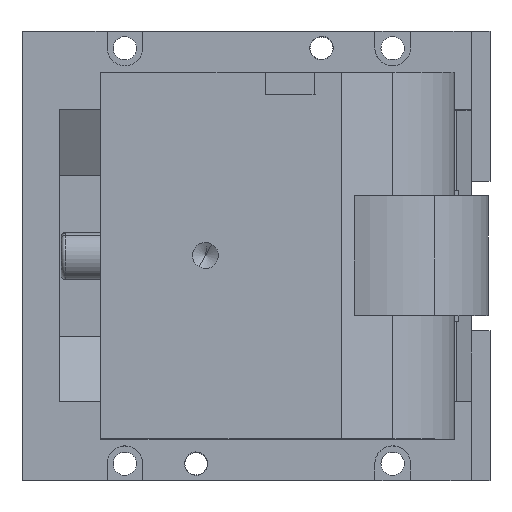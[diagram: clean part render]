
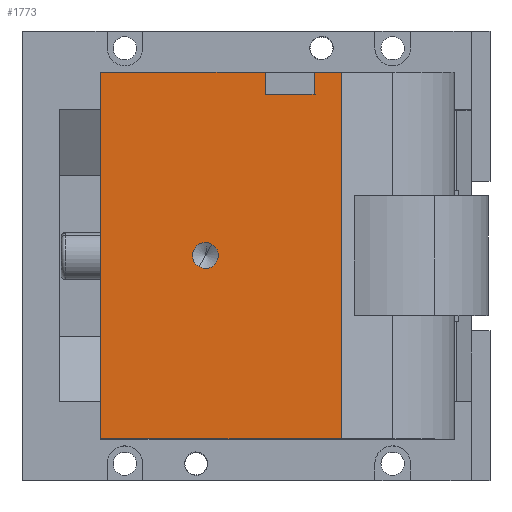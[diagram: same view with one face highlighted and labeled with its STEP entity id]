
A CAD part, top view. The second image highlights one B-rep face of the part: STEP entity #1773.
In plain terms, the highlighted planar face has unit normal (0, 0, 1).
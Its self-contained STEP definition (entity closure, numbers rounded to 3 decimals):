
#717=CARTESIAN_POINT('Vertex',(158.528,17.,205.)) ;
#720=CARTESIAN_POINT('Line Origine',(94.236,17.,205.)) ;
#724=CARTESIAN_POINT('Vertex',(29.944,17.,205.)) ;
#1039=CARTESIAN_POINT('Vertex',(29.944,213.,205.)) ;
#1042=CARTESIAN_POINT('Line Origine',(29.944,115.,205.)) ;
#1361=CARTESIAN_POINT('Control Point',(82.628,108.929,205.)) ;
#1362=CARTESIAN_POINT('Control Point',(83.581,108.408,205.)) ;
#1363=CARTESIAN_POINT('Control Point',(84.637,108.075,205.)) ;
#1364=CARTESIAN_POINT('Control Point',(85.746,107.955,205.)) ;
#1365=CARTESIAN_POINT('Control Point',(87.952,108.158,205.)) ;
#1366=CARTESIAN_POINT('Control Point',(89.917,109.179,205.)) ;
#1367=CARTESIAN_POINT('Control Point',(90.786,109.879,205.)) ;
#1368=CARTESIAN_POINT('Control Point',(92.202,111.581,205.)) ;
#1369=CARTESIAN_POINT('Control Point',(92.869,113.693,205.)) ;
#1370=CARTESIAN_POINT('Control Point',(92.989,114.802,205.)) ;
#1371=CARTESIAN_POINT('Control Point',(92.787,117.008,205.)) ;
#1372=CARTESIAN_POINT('Control Point',(91.765,118.973,205.)) ;
#1373=CARTESIAN_POINT('Control Point',(91.065,119.842,205.)) ;
#1374=CARTESIAN_POINT('Control Point',(90.214,120.55,205.)) ;
#1375=CARTESIAN_POINT('Control Point',(89.261,121.071,205.)) ;
#1376=CARTESIAN_POINT('Vertex',(82.628,108.929,205.)) ;
#1378=CARTESIAN_POINT('Vertex',(89.261,121.071,205.)) ;
#1573=CARTESIAN_POINT('Axis2P3D Location',(85.944,115.,205.)) ;
#1635=CARTESIAN_POINT('Vertex',(158.528,213.,205.)) ;
#1638=CARTESIAN_POINT('Line Origine',(73.89,213.,205.)) ;
#1642=CARTESIAN_POINT('Vertex',(117.836,213.,205.)) ;
#1654=CARTESIAN_POINT('Vertex',(143.944,213.,205.)) ;
#1657=CARTESIAN_POINT('Line Origine',(151.236,213.,205.)) ;
#1684=CARTESIAN_POINT('Line Origine',(117.836,207.,205.)) ;
#1688=CARTESIAN_POINT('Vertex',(117.836,201.,205.)) ;
#1708=CARTESIAN_POINT('Line Origine',(130.89,201.,205.)) ;
#1712=CARTESIAN_POINT('Vertex',(143.944,201.,205.)) ;
#1737=CARTESIAN_POINT('Line Origine',(143.944,207.,205.)) ;
#1749=CARTESIAN_POINT('Axis2P3D Location',(59.444,213.,205.)) ;
#1754=CARTESIAN_POINT('Line Origine',(158.528,115.,205.)) ;
#721=DIRECTION('Vector Direction',(-1.,0.,0.)) ;
#1043=DIRECTION('Vector Direction',(0.,-1.,0.)) ;
#1574=DIRECTION('Axis2P3D Direction',(-0.,0.,-1.)) ;
#1639=DIRECTION('Vector Direction',(-1.,0.,0.)) ;
#1658=DIRECTION('Vector Direction',(1.,0.,0.)) ;
#1685=DIRECTION('Vector Direction',(0.,-1.,0.)) ;
#1709=DIRECTION('Vector Direction',(-1.,0.,0.)) ;
#1738=DIRECTION('Vector Direction',(0.,-1.,0.)) ;
#1750=DIRECTION('Axis2P3D Direction',(-0.,0.,1.)) ;
#1751=DIRECTION('Axis2P3D XDirection',(0.,-1.,0.)) ;
#1755=DIRECTION('Vector Direction',(0.,1.,0.)) ;
#1575=AXIS2_PLACEMENT_3D('Circle Axis2P3D',#1573,#1574,$) ;
#1752=AXIS2_PLACEMENT_3D('Plane Axis2P3D',#1749,#1750,#1751) ;
#1760=ORIENTED_EDGE('',*,*,#1661,.F.) ;
#1761=ORIENTED_EDGE('',*,*,#1741,.T.) ;
#1762=ORIENTED_EDGE('',*,*,#1714,.F.) ;
#1763=ORIENTED_EDGE('',*,*,#1690,.F.) ;
#1764=ORIENTED_EDGE('',*,*,#1644,.T.) ;
#1765=ORIENTED_EDGE('',*,*,#1046,.T.) ;
#1766=ORIENTED_EDGE('',*,*,#726,.F.) ;
#1767=ORIENTED_EDGE('',*,*,#1758,.T.) ;
#1770=ORIENTED_EDGE('',*,*,#1577,.F.) ;
#1771=ORIENTED_EDGE('',*,*,#1380,.F.) ;
#1772=FACE_BOUND('',#1769,.T.) ;
#722=VECTOR('Line Direction',#721,1.) ;
#1044=VECTOR('Line Direction',#1043,1.) ;
#1640=VECTOR('Line Direction',#1639,1.) ;
#1659=VECTOR('Line Direction',#1658,1.) ;
#1686=VECTOR('Line Direction',#1685,1.) ;
#1710=VECTOR('Line Direction',#1709,1.) ;
#1739=VECTOR('Line Direction',#1738,1.) ;
#1756=VECTOR('Line Direction',#1755,1.) ;
#1773=ADVANCED_FACE('Brep With Voids',(#1768,#1772),#1753,.T.) ;
#1360=B_SPLINE_CURVE_WITH_KNOTS('',5,(#1361,#1362,#1363,#1364,#1365,#1366,#1367,#1368,#1369,#1370,#1371,#1372,#1373,#1374,#1375),.UNSPECIFIED.,.F.,.U.,(6,3,3,3,6),(-10.866,-5.433,0.,5.433,10.866),.UNSPECIFIED.) ;
#1576=CIRCLE('generated circle',#1575,6.918) ;
#726=EDGE_CURVE('',#718,#725,#723,.T.) ;
#1046=EDGE_CURVE('',#1040,#725,#1045,.T.) ;
#1380=EDGE_CURVE('',#1377,#1379,#1360,.T.) ;
#1577=EDGE_CURVE('',#1379,#1377,#1576,.F.) ;
#1644=EDGE_CURVE('',#1643,#1040,#1641,.T.) ;
#1661=EDGE_CURVE('',#1655,#1636,#1660,.T.) ;
#1690=EDGE_CURVE('',#1643,#1689,#1687,.T.) ;
#1714=EDGE_CURVE('',#1689,#1713,#1711,.F.) ;
#1741=EDGE_CURVE('',#1655,#1713,#1740,.T.) ;
#1758=EDGE_CURVE('',#718,#1636,#1757,.T.) ;
#1759=EDGE_LOOP('',(#1760,#1761,#1762,#1763,#1764,#1765,#1766,#1767)) ;
#1769=EDGE_LOOP('',(#1770,#1771)) ;
#1768=FACE_OUTER_BOUND('',#1759,.T.) ;
#723=LINE('Line',#720,#722) ;
#1045=LINE('Line',#1042,#1044) ;
#1641=LINE('Line',#1638,#1640) ;
#1660=LINE('Line',#1657,#1659) ;
#1687=LINE('Line',#1684,#1686) ;
#1711=LINE('Line',#1708,#1710) ;
#1740=LINE('Line',#1737,#1739) ;
#1757=LINE('Line',#1754,#1756) ;
#1753=PLANE('Plane',#1752) ;
#718=VERTEX_POINT('',#717) ;
#725=VERTEX_POINT('',#724) ;
#1040=VERTEX_POINT('',#1039) ;
#1377=VERTEX_POINT('',#1376) ;
#1379=VERTEX_POINT('',#1378) ;
#1636=VERTEX_POINT('',#1635) ;
#1643=VERTEX_POINT('',#1642) ;
#1655=VERTEX_POINT('',#1654) ;
#1689=VERTEX_POINT('',#1688) ;
#1713=VERTEX_POINT('',#1712) ;
